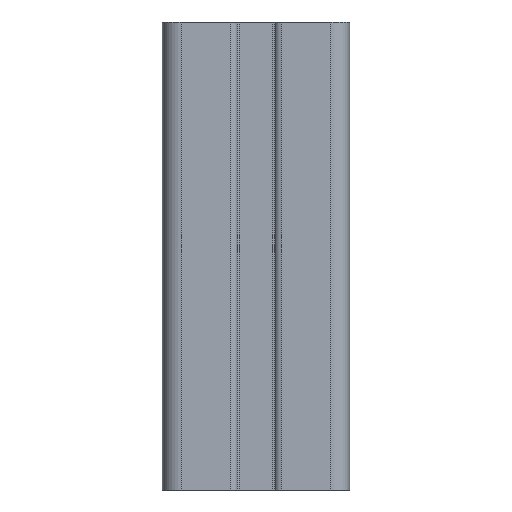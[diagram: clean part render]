
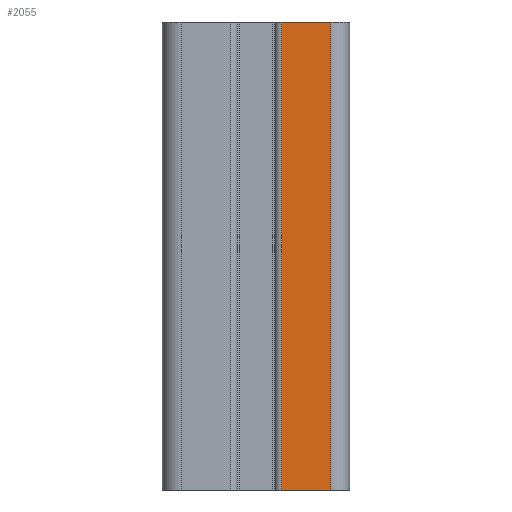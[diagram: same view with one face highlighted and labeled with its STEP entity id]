
A CAD part, front view. The second image highlights one B-rep face of the part: STEP entity #2055.
In plain terms, the highlighted planar face has unit normal (0, -1, 0).
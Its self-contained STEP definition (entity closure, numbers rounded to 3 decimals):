
#329 = LINE ( 'NONE', #2329, #4632 ) ;
#428 = LINE ( 'NONE', #4075, #3045 ) ;
#479 = EDGE_CURVE ( 'NONE', #1183, #3703, #428, .T. ) ;
#635 = CARTESIAN_POINT ( 'NONE',  ( 5.5, -20., 50. ) ) ;
#822 = EDGE_LOOP ( 'NONE', ( #4546, #4596, #1924, #1539 ) ) ;
#1038 = DIRECTION ( 'NONE',  ( 0., 1., 0. ) ) ;
#1076 = DIRECTION ( 'NONE',  ( 0., 0., -1. ) ) ;
#1183 = VERTEX_POINT ( 'NONE', #4606 ) ;
#1474 = LINE ( 'NONE', #2758, #4042 ) ;
#1531 = VECTOR ( 'NONE', #3993, 1000. ) ;
#1539 = ORIENTED_EDGE ( 'NONE', *, *, #5310, .T. ) ;
#1895 = VERTEX_POINT ( 'NONE', #4545 ) ;
#1924 = ORIENTED_EDGE ( 'NONE', *, *, #3214, .F. ) ;
#2055 = ADVANCED_FACE ( 'NONE', ( #3429 ), #2168, .F. ) ;
#2168 = PLANE ( 'NONE',  #2286 ) ;
#2286 = AXIS2_PLACEMENT_3D ( 'NONE', #635, #1038, #3024 ) ;
#2329 = CARTESIAN_POINT ( 'NONE',  ( 5.5, -20., 50. ) ) ;
#2352 = LINE ( 'NONE', #5269, #1531 ) ;
#2758 = CARTESIAN_POINT ( 'NONE',  ( 5.5, -20., 50. ) ) ;
#3024 = DIRECTION ( 'NONE',  ( 0., 0., 1. ) ) ;
#3045 = VECTOR ( 'NONE', #4915, 1000. ) ;
#3214 = EDGE_CURVE ( 'NONE', #5092, #1895, #329, .T. ) ;
#3429 = FACE_OUTER_BOUND ( 'NONE', #822, .T. ) ;
#3523 = CARTESIAN_POINT ( 'NONE',  ( 16., -20., -50. ) ) ;
#3703 = VERTEX_POINT ( 'NONE', #3523 ) ;
#3993 = DIRECTION ( 'NONE',  ( 0., 0., -1. ) ) ;
#4042 = VECTOR ( 'NONE', #1076, 1000. ) ;
#4075 = CARTESIAN_POINT ( 'NONE',  ( 5.5, -20., -50. ) ) ;
#4234 = CARTESIAN_POINT ( 'NONE',  ( 5.5, -20., 50. ) ) ;
#4545 = CARTESIAN_POINT ( 'NONE',  ( 16., -20., 50. ) ) ;
#4546 = ORIENTED_EDGE ( 'NONE', *, *, #479, .T. ) ;
#4596 = ORIENTED_EDGE ( 'NONE', *, *, #4855, .F. ) ;
#4606 = CARTESIAN_POINT ( 'NONE',  ( 5.5, -20., -50. ) ) ;
#4632 = VECTOR ( 'NONE', #5296, 1000. ) ;
#4855 = EDGE_CURVE ( 'NONE', #1895, #3703, #2352, .T. ) ;
#4915 = DIRECTION ( 'NONE',  ( 1., 0., 0. ) ) ;
#5092 = VERTEX_POINT ( 'NONE', #4234 ) ;
#5269 = CARTESIAN_POINT ( 'NONE',  ( 16., -20., 50. ) ) ;
#5296 = DIRECTION ( 'NONE',  ( 1., 0., 0. ) ) ;
#5310 = EDGE_CURVE ( 'NONE', #5092, #1183, #1474, .T. ) ;
